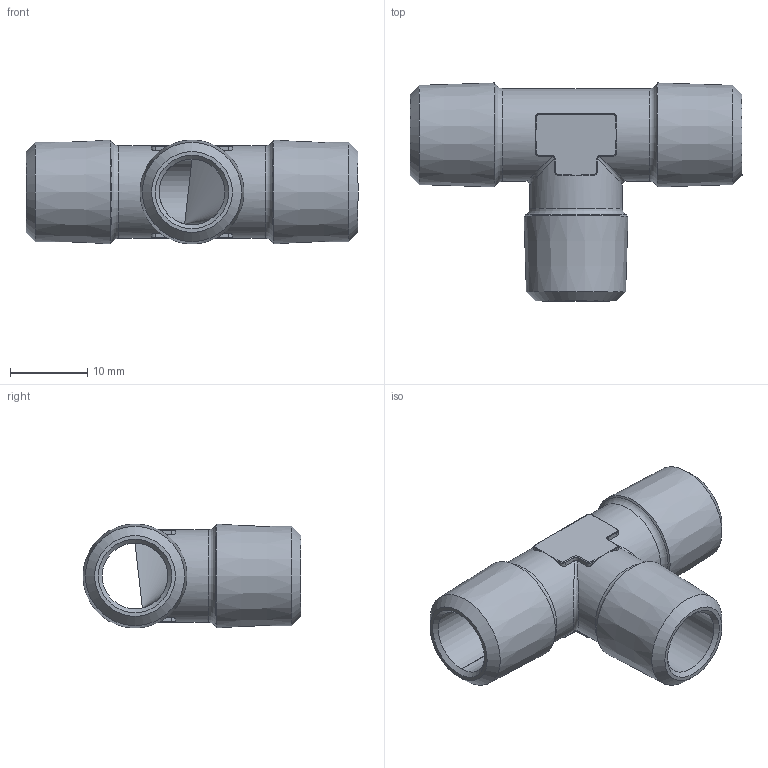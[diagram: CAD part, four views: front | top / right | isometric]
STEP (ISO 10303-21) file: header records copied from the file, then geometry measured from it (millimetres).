
FILE_DESCRIPTION(( 'RAL.36.14.14.stp' ), '1');
FILE_NAME( 'RAL.36.14.14.stp', '2021-02-22T10:32:09',( 'Sopra'),('sopra-pneumatic.com'), 'SwSTEP 2.0','SolidWorks 2009','' );
FILE_SCHEMA( ( 'CONFIG_CONTROL_DESIGN' ) );
Length unit declared in the file: millimetre
Products named in the file (1): NONE
Bounding box: 43 x 28.23 x 13.47 mm (x, y, z)
Volume: 3960.6 mm3; surface area: 4009.1 mm2
Topology: 1 solids, 1 shells, 114 faces, 285 edges, 160 vertices
Faces by surface type: cylinder 42, plane 27, torus 19, bspline 14, cone 12
Full cylindrical faces by diameter (mm): 8.5 x2, 12 x2
Entity records: 3718 total; most frequent: CARTESIAN_POINT 1191, DIRECTION 530, ORIENTED_EDGE 498, EDGE_CURVE 249, AXIS2_PLACEMENT_3D 222, VERTEX_POINT 157, EDGE_LOOP 138, FACE_OUTER_BOUND 121
